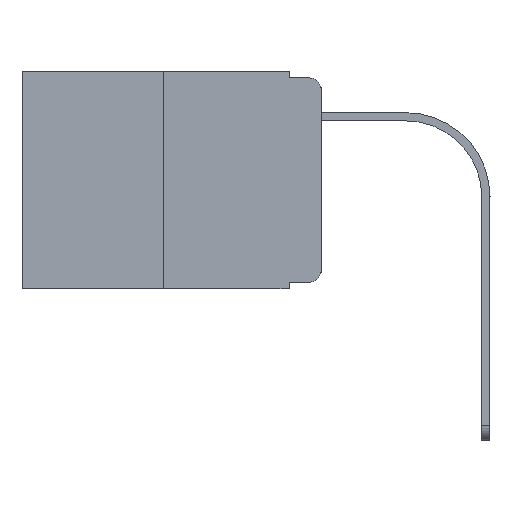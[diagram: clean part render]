
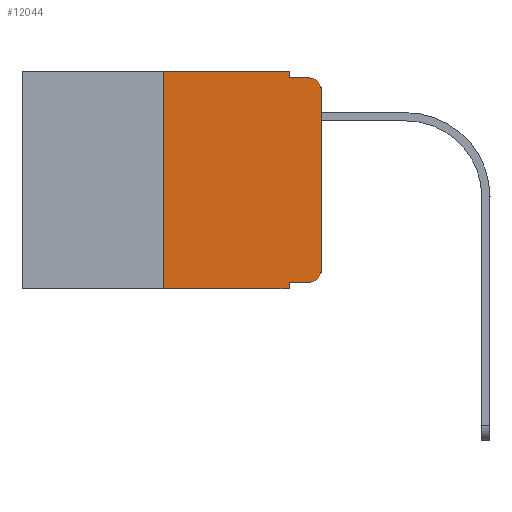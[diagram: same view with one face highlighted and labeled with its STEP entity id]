
A CAD part, left-side view. The second image highlights one B-rep face of the part: STEP entity #12044.
In plain terms, the highlighted planar face has unit normal (-1, 0, 0).
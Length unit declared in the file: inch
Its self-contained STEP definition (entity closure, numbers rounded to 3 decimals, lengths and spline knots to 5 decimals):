
#45 = DIRECTION ( 'NONE',  ( 1., 0., 0. ) ) ;
#425 = CARTESIAN_POINT ( 'NONE',  ( 0., 0.051, -0.333 ) ) ;
#470 = VERTEX_POINT ( 'NONE', #15242 ) ;
#582 = DIRECTION ( 'NONE',  ( 0., 0., 1. ) ) ;
#632 = DIRECTION ( 'NONE',  ( 0., 0., -1. ) ) ;
#684 = ORIENTED_EDGE ( 'NONE', *, *, #2502, .T. ) ;
#943 = EDGE_CURVE ( 'NONE', #12406, #3211, #14856, .T. ) ;
#980 = CARTESIAN_POINT ( 'NONE',  ( 0., 0.473, -0.343 ) ) ;
#981 = AXIS2_PLACEMENT_3D ( 'NONE', #5563, #15233, #2049 ) ;
#998 = EDGE_CURVE ( 'NONE', #5987, #14606, #13752, .T. ) ;
#1154 = VERTEX_POINT ( 'NONE', #1202 ) ;
#1202 = CARTESIAN_POINT ( 'NONE',  ( 0., 0.02, -0.01 ) ) ;
#1396 = FACE_OUTER_BOUND ( 'NONE', #7937, .T. ) ;
#1754 = DIRECTION ( 'NONE',  ( 0., -1., 0. ) ) ;
#1785 = CARTESIAN_POINT ( 'NONE',  ( 0., 0.25, 0. ) ) ;
#2033 = CARTESIAN_POINT ( 'NONE',  ( 0., 0.25, 0. ) ) ;
#2049 = DIRECTION ( 'NONE',  ( 0., 0., -1. ) ) ;
#2291 = ORIENTED_EDGE ( 'NONE', *, *, #5928, .F. ) ;
#2474 = DIRECTION ( 'NONE',  ( 0., 0., -1. ) ) ;
#2502 = EDGE_CURVE ( 'NONE', #3211, #1154, #6745, .T. ) ;
#2536 = EDGE_CURVE ( 'NONE', #14606, #12406, #5219, .T. ) ;
#2954 = DIRECTION ( 'NONE',  ( 0., 0., -1. ) ) ;
#3028 = VECTOR ( 'NONE', #5450, 39.37008 ) ;
#3211 = VERTEX_POINT ( 'NONE', #9842 ) ;
#3718 = VECTOR ( 'NONE', #1754, 39.37008 ) ;
#3730 = CARTESIAN_POINT ( 'NONE',  ( 0., 0.02, -0.333 ) ) ;
#4038 = VECTOR ( 'NONE', #632, 39.37008 ) ;
#4218 = EDGE_CURVE ( 'NONE', #9504, #4744, #9933, .T. ) ;
#4251 = VECTOR ( 'NONE', #6089, 39.37008 ) ;
#4397 = DIRECTION ( 'NONE',  ( -1., 0., 0. ) ) ;
#4744 = VERTEX_POINT ( 'NONE', #9115 ) ;
#4802 = AXIS2_PLACEMENT_3D ( 'NONE', #6165, #45, #2474 ) ;
#5138 = ORIENTED_EDGE ( 'NONE', *, *, #11755, .F. ) ;
#5219 = CIRCLE ( 'NONE', #981, 0.02 ) ;
#5450 = DIRECTION ( 'NONE',  ( 0., 0., 1. ) ) ;
#5523 = CARTESIAN_POINT ( 'NONE',  ( 0., 0.051, -0.343 ) ) ;
#5563 = CARTESIAN_POINT ( 'NONE',  ( 0., 0.02, -0.313 ) ) ;
#5928 = EDGE_CURVE ( 'NONE', #5987, #14889, #8915, .T. ) ;
#5967 = CARTESIAN_POINT ( 'NONE',  ( 0., 0., -0.313 ) ) ;
#5987 = VERTEX_POINT ( 'NONE', #13725 ) ;
#6089 = DIRECTION ( 'NONE',  ( 0., -1., 0. ) ) ;
#6165 = CARTESIAN_POINT ( 'NONE',  ( 0., 0.473, 0. ) ) ;
#6539 = CARTESIAN_POINT ( 'NONE',  ( 0., 0., 0. ) ) ;
#6602 = CARTESIAN_POINT ( 'NONE',  ( 0., 0.051, 0. ) ) ;
#6745 = CIRCLE ( 'NONE', #12031, 0.02 ) ;
#7012 = VECTOR ( 'NONE', #582, 39.37008 ) ;
#7384 = LINE ( 'NONE', #12098, #4251 ) ;
#7864 = CARTESIAN_POINT ( 'NONE',  ( 0., 0.051, 0. ) ) ;
#7923 = LINE ( 'NONE', #980, #11131 ) ;
#7937 = EDGE_LOOP ( 'NONE', ( #9202, #684, #11636, #14037, #14531, #5138, #10227, #2291, #8459, #14636 ) ) ;
#7967 = CARTESIAN_POINT ( 'NONE',  ( 0., 0.02, -0.03 ) ) ;
#8459 = ORIENTED_EDGE ( 'NONE', *, *, #998, .T. ) ;
#8473 = PLANE ( 'NONE',  #4802 ) ;
#8799 = LINE ( 'NONE', #1785, #3028 ) ;
#8915 = LINE ( 'NONE', #6602, #4038 ) ;
#9115 = CARTESIAN_POINT ( 'NONE',  ( 0., 0.051, -0.01 ) ) ;
#9202 = ORIENTED_EDGE ( 'NONE', *, *, #943, .T. ) ;
#9242 = EDGE_CURVE ( 'NONE', #14583, #9504, #7384, .T. ) ;
#9504 = VERTEX_POINT ( 'NONE', #15273 ) ;
#9842 = CARTESIAN_POINT ( 'NONE',  ( 0., 0., -0.03 ) ) ;
#9933 = LINE ( 'NONE', #7864, #14379 ) ;
#10227 = ORIENTED_EDGE ( 'NONE', *, *, #11067, .T. ) ;
#10281 = LINE ( 'NONE', #11698, #10631 ) ;
#10631 = VECTOR ( 'NONE', #15097, 39.37008 ) ;
#10988 = EDGE_CURVE ( 'NONE', #4744, #1154, #10281, .T. ) ;
#11067 = EDGE_CURVE ( 'NONE', #470, #14889, #7923, .T. ) ;
#11131 = VECTOR ( 'NONE', #15399, 39.37008 ) ;
#11636 = ORIENTED_EDGE ( 'NONE', *, *, #10988, .F. ) ;
#11698 = CARTESIAN_POINT ( 'NONE',  ( 0., 0.051, -0.01 ) ) ;
#11755 = EDGE_CURVE ( 'NONE', #470, #14583, #8799, .T. ) ;
#12031 = AXIS2_PLACEMENT_3D ( 'NONE', #7967, #4397, #12764 ) ;
#12044 = ADVANCED_FACE ( 'NONE', ( #1396 ), #8473, .F. ) ;
#12098 = CARTESIAN_POINT ( 'NONE',  ( 0., 0.473, 0. ) ) ;
#12406 = VERTEX_POINT ( 'NONE', #5967 ) ;
#12764 = DIRECTION ( 'NONE',  ( 0., 0., -1. ) ) ;
#13725 = CARTESIAN_POINT ( 'NONE',  ( 0., 0.051, -0.333 ) ) ;
#13752 = LINE ( 'NONE', #425, #3718 ) ;
#14037 = ORIENTED_EDGE ( 'NONE', *, *, #4218, .F. ) ;
#14379 = VECTOR ( 'NONE', #2954, 39.37008 ) ;
#14531 = ORIENTED_EDGE ( 'NONE', *, *, #9242, .F. ) ;
#14583 = VERTEX_POINT ( 'NONE', #2033 ) ;
#14606 = VERTEX_POINT ( 'NONE', #3730 ) ;
#14636 = ORIENTED_EDGE ( 'NONE', *, *, #2536, .T. ) ;
#14856 = LINE ( 'NONE', #6539, #7012 ) ;
#14889 = VERTEX_POINT ( 'NONE', #5523 ) ;
#15097 = DIRECTION ( 'NONE',  ( 0., -1., 0. ) ) ;
#15233 = DIRECTION ( 'NONE',  ( -1., 0., 0. ) ) ;
#15242 = CARTESIAN_POINT ( 'NONE',  ( 0., 0.25, -0.343 ) ) ;
#15273 = CARTESIAN_POINT ( 'NONE',  ( 0., 0.051, 0. ) ) ;
#15399 = DIRECTION ( 'NONE',  ( 0., -1., 0. ) ) ;
